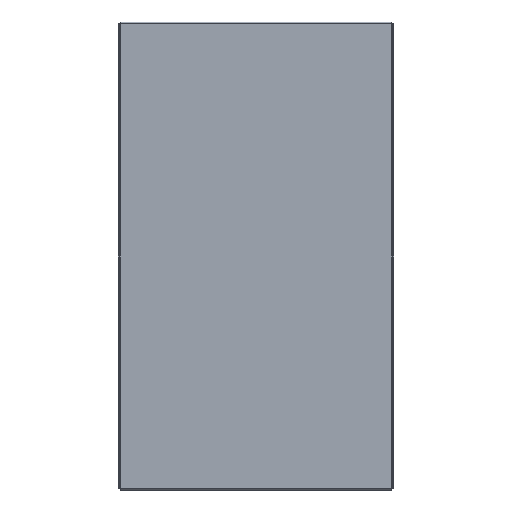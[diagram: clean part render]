
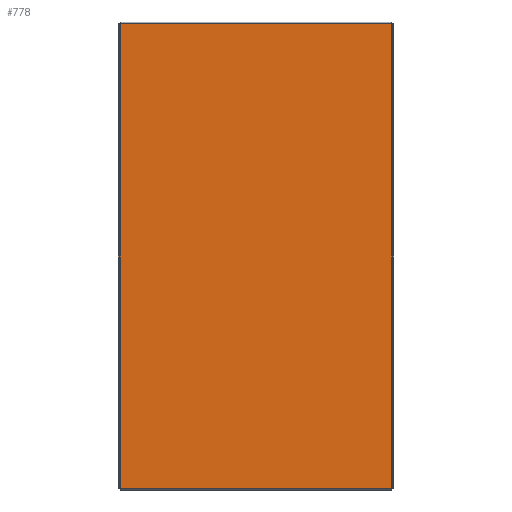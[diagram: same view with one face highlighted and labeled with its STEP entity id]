
A CAD part, front view. The second image highlights one B-rep face of the part: STEP entity #778.
In plain terms, the highlighted planar face has unit normal (0, -1, 0).
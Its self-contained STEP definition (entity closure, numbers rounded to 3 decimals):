
#15 = CARTESIAN_POINT ( 'NONE',  ( -150.8, -1.2, -257.8 ) ) ;
#48 = DIRECTION ( 'NONE',  ( 1., 0., 0. ) ) ;
#119 = CARTESIAN_POINT ( 'NONE',  ( 150.8, -1.2, 257.8 ) ) ;
#174 = CARTESIAN_POINT ( 'NONE',  ( 150.8, -1.2, 257.8 ) ) ;
#300 = FACE_OUTER_BOUND ( 'NONE', #1895, .T. ) ;
#308 = PLANE ( 'NONE',  #1619 ) ;
#337 = ORIENTED_EDGE ( 'NONE', *, *, #2372, .F. ) ;
#500 = ORIENTED_EDGE ( 'NONE', *, *, #2900, .F. ) ;
#506 = EDGE_CURVE ( 'NONE', #1768, #1669, #2317, .T. ) ;
#595 = VERTEX_POINT ( 'NONE', #15 ) ;
#699 = CARTESIAN_POINT ( 'NONE',  ( -150.8, -1.2, -257.8 ) ) ;
#778 = ADVANCED_FACE ( 'NONE', ( #300 ), #308, .F. ) ;
#975 = CARTESIAN_POINT ( 'NONE',  ( 153., -1.2, -257.8 ) ) ;
#1249 = DIRECTION ( 'NONE',  ( 0., 0., -1. ) ) ;
#1370 = CARTESIAN_POINT ( 'NONE',  ( 150.8, -1.2, -257.8 ) ) ;
#1374 = CARTESIAN_POINT ( 'NONE',  ( 153., -1.2, 257.8 ) ) ;
#1389 = ORIENTED_EDGE ( 'NONE', *, *, #506, .F. ) ;
#1416 = DIRECTION ( 'NONE',  ( 0., 0., 1. ) ) ;
#1534 = EDGE_CURVE ( 'NONE', #595, #2039, #2901, .T. ) ;
#1559 = DIRECTION ( 'NONE',  ( 0., 0., 1. ) ) ;
#1619 = AXIS2_PLACEMENT_3D ( 'NONE', #2086, #2582, #1416 ) ;
#1669 = VERTEX_POINT ( 'NONE', #1370 ) ;
#1705 = VECTOR ( 'NONE', #2888, 1000. ) ;
#1768 = VERTEX_POINT ( 'NONE', #119 ) ;
#1782 = LINE ( 'NONE', #975, #1705 ) ;
#1895 = EDGE_LOOP ( 'NONE', ( #1389, #337, #2188, #500 ) ) ;
#2039 = VERTEX_POINT ( 'NONE', #2299 ) ;
#2086 = CARTESIAN_POINT ( 'NONE',  ( 0., -1.2, 0. ) ) ;
#2173 = VECTOR ( 'NONE', #1249, 1000. ) ;
#2188 = ORIENTED_EDGE ( 'NONE', *, *, #1534, .F. ) ;
#2299 = CARTESIAN_POINT ( 'NONE',  ( -150.8, -1.2, 257.8 ) ) ;
#2317 = LINE ( 'NONE', #174, #2173 ) ;
#2372 = EDGE_CURVE ( 'NONE', #2039, #1768, #2851, .T. ) ;
#2582 = DIRECTION ( 'NONE',  ( 0., 1., 0. ) ) ;
#2643 = VECTOR ( 'NONE', #1559, 1000. ) ;
#2671 = VECTOR ( 'NONE', #48, 1000. ) ;
#2851 = LINE ( 'NONE', #1374, #2671 ) ;
#2888 = DIRECTION ( 'NONE',  ( -1., 0., 0. ) ) ;
#2900 = EDGE_CURVE ( 'NONE', #1669, #595, #1782, .T. ) ;
#2901 = LINE ( 'NONE', #699, #2643 ) ;
